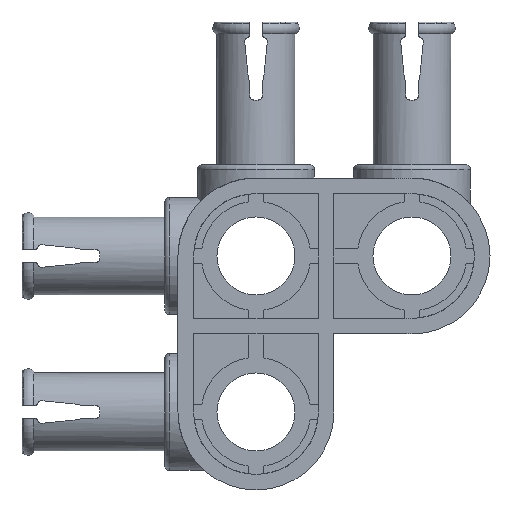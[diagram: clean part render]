
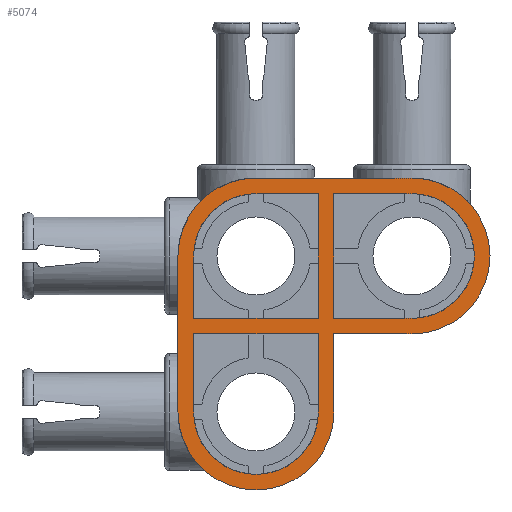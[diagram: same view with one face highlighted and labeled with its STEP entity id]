
A CAD part, front view. The second image highlights one B-rep face of the part: STEP entity #5074.
In plain terms, the highlighted planar face has unit normal (0, -1, 0).
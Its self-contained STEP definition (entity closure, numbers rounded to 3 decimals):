
#24=FACE_BOUND('',#724,.T.);
#25=FACE_BOUND('',#725,.T.);
#26=FACE_BOUND('',#726,.T.);
#215=PLANE('',#5532);
#464=FACE_OUTER_BOUND('',#723,.T.);
#723=EDGE_LOOP('',(#4450,#4451,#4452,#4453,#4454,#4455,#4456));
#724=EDGE_LOOP('',(#4457,#4458,#4459,#4460));
#725=EDGE_LOOP('',(#4461,#4462,#4463,#4464,#4465));
#726=EDGE_LOOP('',(#4466,#4467,#4468,#4469));
#987=LINE('',#8496,#1415);
#1003=LINE('',#8528,#1431);
#1016=LINE('',#8562,#1444);
#1028=LINE('',#8594,#1456);
#1036=LINE('',#8610,#1464);
#1044=LINE('',#8627,#1472);
#1113=LINE('',#8816,#1541);
#1166=LINE('',#8963,#1594);
#1179=LINE('',#8998,#1607);
#1180=LINE('',#9000,#1608);
#1195=LINE('',#9043,#1623);
#1248=LINE('',#9190,#1676);
#1259=LINE('',#9221,#1687);
#1260=LINE('',#9222,#1688);
#1415=VECTOR('',#6118,10.);
#1431=VECTOR('',#6138,10.);
#1444=VECTOR('',#6165,10.);
#1456=VECTOR('',#6191,10.);
#1464=VECTOR('',#6203,10.);
#1472=VECTOR('',#6213,10.);
#1541=VECTOR('',#6410,10.);
#1594=VECTOR('',#6555,10.);
#1607=VECTOR('',#6602,10.);
#1608=VECTOR('',#6605,10.);
#1623=VECTOR('',#6642,10.);
#1676=VECTOR('',#6787,10.);
#1687=VECTOR('',#6832,10.);
#1688=VECTOR('',#6833,10.);
#1716=CIRCLE('',#5156,5.);
#1738=CIRCLE('',#5212,5.);
#1771=CIRCLE('',#5307,5.);
#1778=CIRCLE('',#5324,4.);
#1806=CIRCLE('',#5399,4.);
#1838=CIRCLE('',#5474,4.);
#1924=VERTEX_POINT('',#7277);
#1925=VERTEX_POINT('',#7279);
#1984=VERTEX_POINT('',#7704);
#1985=VERTEX_POINT('',#7706);
#2085=VERTEX_POINT('',#8438);
#2086=VERTEX_POINT('',#8440);
#2111=VERTEX_POINT('',#8493);
#2112=VERTEX_POINT('',#8495);
#2126=VERTEX_POINT('',#8526);
#2140=VERTEX_POINT('',#8560);
#2149=VERTEX_POINT('',#8581);
#2157=VERTEX_POINT('',#8606);
#2159=VERTEX_POINT('',#8609);
#2165=VERTEX_POINT('',#8623);
#2167=VERTEX_POINT('',#8626);
#2223=VERTEX_POINT('',#8814);
#2229=VERTEX_POINT('',#8832);
#2276=VERTEX_POINT('',#8996);
#2293=VERTEX_POINT('',#9041);
#2299=VERTEX_POINT('',#9059);
#2433=EDGE_CURVE('',#1925,#1924,#1716,.T.);
#2521=EDGE_CURVE('',#1985,#1984,#1738,.T.);
#2672=EDGE_CURVE('',#2086,#2085,#1771,.T.);
#2698=EDGE_CURVE('',#2112,#2111,#987,.T.);
#2714=EDGE_CURVE('',#2111,#2126,#1003,.T.);
#2731=EDGE_CURVE('',#2126,#2140,#1016,.T.);
#2741=EDGE_CURVE('',#2140,#2149,#1778,.T.);
#2747=EDGE_CURVE('',#2149,#2112,#1028,.T.);
#2755=EDGE_CURVE('',#2159,#2157,#1036,.T.);
#2763=EDGE_CURVE('',#2167,#2165,#1044,.T.);
#2856=EDGE_CURVE('',#2165,#2223,#1113,.T.);
#2865=EDGE_CURVE('',#2223,#2229,#1806,.T.);
#2932=EDGE_CURVE('',#2229,#2167,#1166,.T.);
#2948=EDGE_CURVE('',#1924,#2276,#1179,.T.);
#2949=EDGE_CURVE('',#1984,#1925,#1180,.T.);
#2970=EDGE_CURVE('',#2157,#2293,#1195,.T.);
#2979=EDGE_CURVE('',#2293,#2299,#1838,.T.);
#3046=EDGE_CURVE('',#2299,#2159,#1248,.T.);
#3060=EDGE_CURVE('',#2085,#1985,#1259,.T.);
#3061=EDGE_CURVE('',#2276,#2086,#1260,.T.);
#4450=ORIENTED_EDGE('',*,*,#3060,.T.);
#4451=ORIENTED_EDGE('',*,*,#2521,.T.);
#4452=ORIENTED_EDGE('',*,*,#2949,.T.);
#4453=ORIENTED_EDGE('',*,*,#2433,.T.);
#4454=ORIENTED_EDGE('',*,*,#2948,.T.);
#4455=ORIENTED_EDGE('',*,*,#3061,.T.);
#4456=ORIENTED_EDGE('',*,*,#2672,.T.);
#4457=ORIENTED_EDGE('',*,*,#2970,.T.);
#4458=ORIENTED_EDGE('',*,*,#2979,.T.);
#4459=ORIENTED_EDGE('',*,*,#3046,.T.);
#4460=ORIENTED_EDGE('',*,*,#2755,.T.);
#4461=ORIENTED_EDGE('',*,*,#2698,.T.);
#4462=ORIENTED_EDGE('',*,*,#2714,.T.);
#4463=ORIENTED_EDGE('',*,*,#2731,.T.);
#4464=ORIENTED_EDGE('',*,*,#2741,.T.);
#4465=ORIENTED_EDGE('',*,*,#2747,.T.);
#4466=ORIENTED_EDGE('',*,*,#2856,.T.);
#4467=ORIENTED_EDGE('',*,*,#2865,.T.);
#4468=ORIENTED_EDGE('',*,*,#2932,.T.);
#4469=ORIENTED_EDGE('',*,*,#2763,.T.);
#5074=ADVANCED_FACE('',(#464,#24,#25,#26),#215,.F.);
#5156=AXIS2_PLACEMENT_3D('',#7280,#5687,#5688);
#5212=AXIS2_PLACEMENT_3D('',#7707,#5832,#5833);
#5307=AXIS2_PLACEMENT_3D('',#8441,#6084,#6085);
#5324=AXIS2_PLACEMENT_3D('',#8583,#6180,#6181);
#5399=AXIS2_PLACEMENT_3D('',#8834,#6426,#6427);
#5474=AXIS2_PLACEMENT_3D('',#9061,#6658,#6659);
#5532=AXIS2_PLACEMENT_3D('',#9220,#6830,#6831);
#5687=DIRECTION('center_axis',(0.,-1.,0.));
#5688=DIRECTION('ref_axis',(0.,0.,
-1.));
#5832=DIRECTION('center_axis',(0.,-1.,0.));
#5833=DIRECTION('ref_axis',(-1.,0.,0.));
#6084=DIRECTION('center_axis',(0.,-1.,0.));
#6085=DIRECTION('ref_axis',(1.,0.,0.));
#6118=DIRECTION('',(0.,0.,-1.));
#6138=DIRECTION('',(-1.,0.,0.));
#6165=DIRECTION('',(0.,0.,1.));
#6180=DIRECTION('center_axis',(0.,1.,0.));
#6181=DIRECTION('ref_axis',(-0.125,0.,0.992));
#6191=DIRECTION('',(1.,0.,0.));
#6203=DIRECTION('',(0.,0.,1.));
#6213=DIRECTION('',(1.,0.,0.));
#6410=DIRECTION('',(0.,0.,-1.));
#6426=DIRECTION('center_axis',(0.,1.,0.));
#6427=DIRECTION('ref_axis',(-1.,0.,0.));
#6555=DIRECTION('',(0.,0.,1.));
#6602=DIRECTION('',(0.,0.,1.));
#6605=DIRECTION('',(0.,0.,-1.));
#6642=DIRECTION('',(1.,0.,0.));
#6658=DIRECTION('center_axis',(0.,1.,0.));
#6659=DIRECTION('ref_axis',(0.,0.,
-1.));
#6787=DIRECTION('',(-1.,0.,0.));
#6830=DIRECTION('center_axis',(0.,1.,0.));
#6831=DIRECTION('ref_axis',(0.,0.,
-1.));
#6832=DIRECTION('',(-1.,0.,0.));
#6833=DIRECTION('',(1.,0.,0.));
#7277=CARTESIAN_POINT('',(5.072,-3.479,-1.58));
#7279=CARTESIAN_POINT('',(-4.928,-3.479,-1.58));
#7280=CARTESIAN_POINT('Origin',(0.072,-3.479,-1.58));
#7704=CARTESIAN_POINT('',(-4.928,-3.479,8.42));
#7706=CARTESIAN_POINT('',(0.072,-3.479,13.42));
#7707=CARTESIAN_POINT('Origin',(0.072,-3.479,8.42));
#8438=CARTESIAN_POINT('',(10.072,-3.479,13.42));
#8440=CARTESIAN_POINT('',(10.072,-3.479,3.42));
#8441=CARTESIAN_POINT('Origin',(10.072,-3.479,8.42));
#8493=CARTESIAN_POINT('',(4.072,-3.479,4.42));
#8495=CARTESIAN_POINT('',(4.072,-3.479,12.42));
#8496=CARTESIAN_POINT('',(4.072,-3.479,7.909));
#8526=CARTESIAN_POINT('',(-3.928,-3.479,4.42));
#8528=CARTESIAN_POINT('',(0.083,-3.479,4.42));
#8560=CARTESIAN_POINT('',(-3.928,-3.479,8.42));
#8562=CARTESIAN_POINT('',(-3.928,-3.479,7.909));
#8581=CARTESIAN_POINT('',(0.072,-3.479,12.42));
#8583=CARTESIAN_POINT('Origin',(0.072,-3.479,8.42));
#8594=CARTESIAN_POINT('',(0.583,-3.479,12.42));
#8606=CARTESIAN_POINT('',(5.072,-3.479,12.42));
#8609=CARTESIAN_POINT('',(5.072,-3.479,4.42));
#8610=CARTESIAN_POINT('',(5.072,-3.479,13.42));
#8623=CARTESIAN_POINT('',(4.072,-3.479,3.42));
#8626=CARTESIAN_POINT('',(-3.928,-3.479,3.42));
#8627=CARTESIAN_POINT('',(4.572,-3.479,3.42));
#8814=CARTESIAN_POINT('',(4.072,-3.479,-1.58));
#8816=CARTESIAN_POINT('',(4.072,-3.479,-1.08));
#8832=CARTESIAN_POINT('',(-3.928,-3.479,-1.58));
#8834=CARTESIAN_POINT('Origin',(0.072,-3.479,-1.58));
#8963=CARTESIAN_POINT('',(-3.928,-3.479,-1.08));
#8996=CARTESIAN_POINT('',(5.072,-3.479,3.42));
#8998=CARTESIAN_POINT('',(5.072,-3.479,3.42));
#9000=CARTESIAN_POINT('',(-4.928,-3.479,3.42));
#9041=CARTESIAN_POINT('',(10.072,-3.479,12.42));
#9043=CARTESIAN_POINT('',(9.572,-3.479,12.42));
#9059=CARTESIAN_POINT('',(10.072,-3.479,4.42));
#9061=CARTESIAN_POINT('Origin',(10.072,-3.479,8.42));
#9190=CARTESIAN_POINT('',(9.572,-3.479,4.42));
#9220=CARTESIAN_POINT('Origin',(10.106,-3.479,8.42));
#9221=CARTESIAN_POINT('',(5.072,-3.479,13.42));
#9222=CARTESIAN_POINT('',(10.072,-3.479,3.42));
